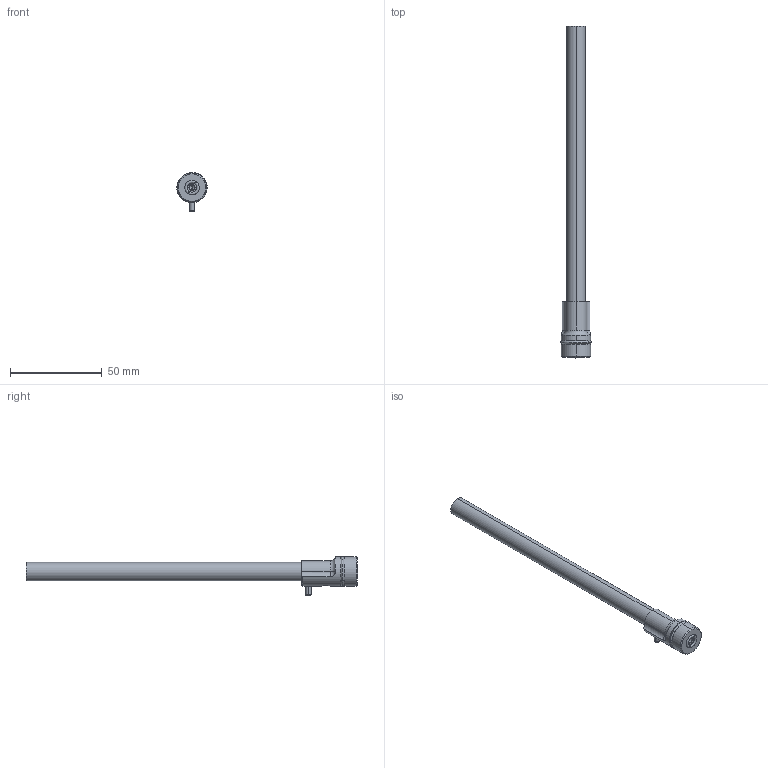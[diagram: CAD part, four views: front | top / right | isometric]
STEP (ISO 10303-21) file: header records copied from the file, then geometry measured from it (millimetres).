
FILE_DESCRIPTION (( 'STEP AP214' ), '1' );
FILE_NAME ('TB101630.STEP', '2013-11-29T10:35:55', ( '' ), ( '' ), 'SwSTEP 2.0', 'SolidWorks 2011', '' );
FILE_SCHEMA (( 'AUTOMOTIVE_DESIGN' ));
Length unit declared in the file: millimetre
Products named in the file (6): jt13x1.5; jt8x1.5; Parallel Pin Unhardened_DIN_Parallel Pin ISO 2338 - 3 h6 x 8 - St; 8TB101630; TL081160; TB101630
Assembly tree (5 placements, depth 2):
  TB101630
    jt8x1.5
    jt13x1.5
    8TB101630
    Parallel Pin Unhardened_DIN_Parallel Pin ISO 2338 - 3 h6 x 8 - St
    TL081160
Bounding box: 16.47 x 180.5 x 21.23 mm (x, y, z)
Volume: 8172.1 mm3; surface area: 11937.4 mm2
Topology: 5 solids, 5 shells, 69 faces, 167 edges, 100 vertices
Faces by surface type: cylinder 28, cone 15, torus 13, plane 11, sphere 2
Entity records: 2648 total; most frequent: CARTESIAN_POINT 684, DIRECTION 374, ORIENTED_EDGE 322, AXIS2_PLACEMENT_3D 164, EDGE_CURVE 161, VERTEX_POINT 100, CIRCLE 87, EDGE_LOOP 77
